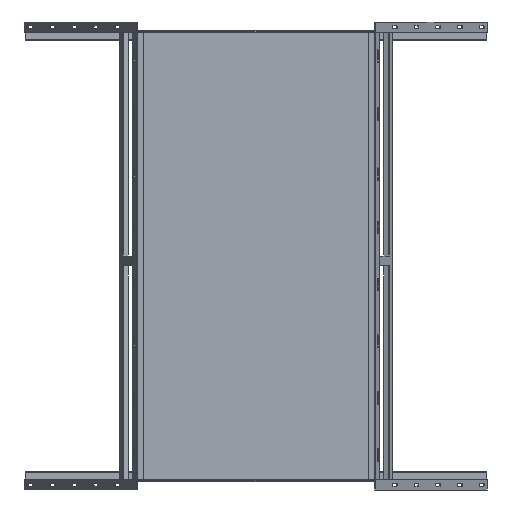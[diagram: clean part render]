
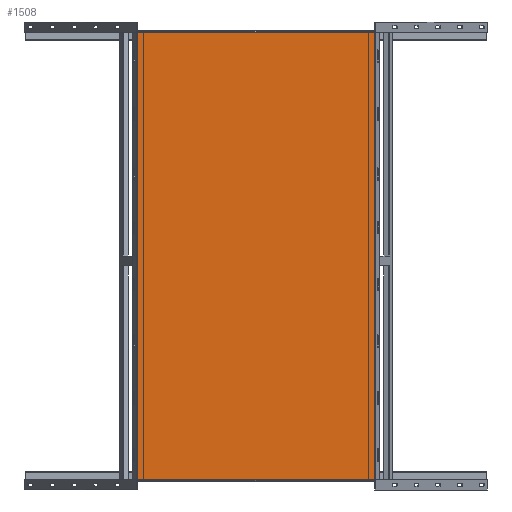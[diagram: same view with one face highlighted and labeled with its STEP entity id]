
A CAD part, front view. The second image highlights one B-rep face of the part: STEP entity #1508.
In plain terms, the highlighted planar face has unit normal (0, -1, 0).
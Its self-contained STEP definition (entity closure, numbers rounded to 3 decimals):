
#1508=ADVANCED_FACE('',(#7022),#7024,.T.);
#7022=FACE_BOUND('',#7023,.T.);
#7023=EDGE_LOOP('',(#12091,#12092,#12093,#12094,#12095,#12096,#12097,#12098));
#7024=PLANE('',#7025);
#7025=AXIS2_PLACEMENT_3D('',#7026,#7027,#7028);
#7026=CARTESIAN_POINT('',(-487.5,0.,472.));
#7027=DIRECTION('',(0.,-1.,0.));
#7028=DIRECTION('',(0.,0.,-1.));
#12091=ORIENTED_EDGE('',*,*,#15779,.F.);
#12092=ORIENTED_EDGE('',*,*,#15840,.T.);
#12093=ORIENTED_EDGE('',*,*,#15841,.F.);
#12094=ORIENTED_EDGE('',*,*,#15842,.T.);
#12095=ORIENTED_EDGE('',*,*,#15843,.F.);
#12096=ORIENTED_EDGE('',*,*,#15844,.T.);
#12097=ORIENTED_EDGE('',*,*,#15773,.F.);
#12098=ORIENTED_EDGE('',*,*,#15845,.F.);
#15773=EDGE_CURVE('',#18039,#18041,#18042,.T.);
#15779=EDGE_CURVE('',#18049,#18051,#18052,.T.);
#15840=EDGE_CURVE('',#18049,#18158,#18159,.F.);
#15841=EDGE_CURVE('',#18160,#18158,#18161,.T.);
#15842=EDGE_CURVE('',#18160,#18162,#18163,.T.);
#15843=EDGE_CURVE('',#18164,#18162,#18165,.T.);
#15844=EDGE_CURVE('',#18164,#18041,#18166,.F.);
#15845=EDGE_CURVE('',#18051,#18039,#18167,.T.);
#18039=VERTEX_POINT('',#22139);
#18041=VERTEX_POINT('',#22143);
#18042=LINE('',#22144,#22145);
#18049=VERTEX_POINT('',#22161);
#18051=VERTEX_POINT('',#22165);
#18052=LINE('',#22166,#22167);
#18158=VERTEX_POINT('',#22405);
#18159=LINE('',#22406,#22407);
#18160=VERTEX_POINT('',#22409);
#18161=LINE('',#22410,#22411);
#18162=VERTEX_POINT('',#22413);
#18163=LINE('',#22414,#22415);
#18164=VERTEX_POINT('',#22417);
#18165=LINE('',#22418,#22419);
#18166=LINE('',#22421,#22422);
#18167=LINE('',#22424,#22425);
#22139=CARTESIAN_POINT('',(236.239,0.,472.));
#22143=CARTESIAN_POINT('',(257.887,0.,472.));
#22144=CARTESIAN_POINT('',(236.239,0.,472.));
#22145=VECTOR('',#22146,1.);
#22146=DIRECTION('',(1.,0.,0.));
#22161=CARTESIAN_POINT('',(-257.893,0.,472.));
#22165=CARTESIAN_POINT('',(-236.239,0.,472.));
#22166=CARTESIAN_POINT('',(-257.893,0.,472.));
#22167=VECTOR('',#22168,1.);
#22168=DIRECTION('',(1.,0.,0.));
#22405=CARTESIAN_POINT('',(-257.893,0.,-472.));
#22406=CARTESIAN_POINT('',(-257.893,0.,-472.));
#22407=VECTOR('',#22408,1.);
#22408=DIRECTION('',(0.,0.,1.));
#22409=CARTESIAN_POINT('',(-236.239,0.,-472.));
#22410=CARTESIAN_POINT('',(-236.239,0.,-472.));
#22411=VECTOR('',#22412,1.);
#22412=DIRECTION('',(-1.,0.,0.));
#22413=CARTESIAN_POINT('',(236.239,0.,-472.));
#22414=CARTESIAN_POINT('',(-236.239,0.,-472.));
#22415=VECTOR('',#22416,1.);
#22416=DIRECTION('',(1.,0.,0.));
#22417=CARTESIAN_POINT('',(257.887,0.,-472.));
#22418=CARTESIAN_POINT('',(257.887,0.,-472.));
#22419=VECTOR('',#22420,1.);
#22420=DIRECTION('',(-1.,0.,0.));
#22421=CARTESIAN_POINT('',(257.887,0.,472.));
#22422=VECTOR('',#22423,1.);
#22423=DIRECTION('',(0.,0.,-1.));
#22424=CARTESIAN_POINT('',(-236.239,0.,472.));
#22425=VECTOR('',#22426,1.);
#22426=DIRECTION('',(1.,0.,0.));
